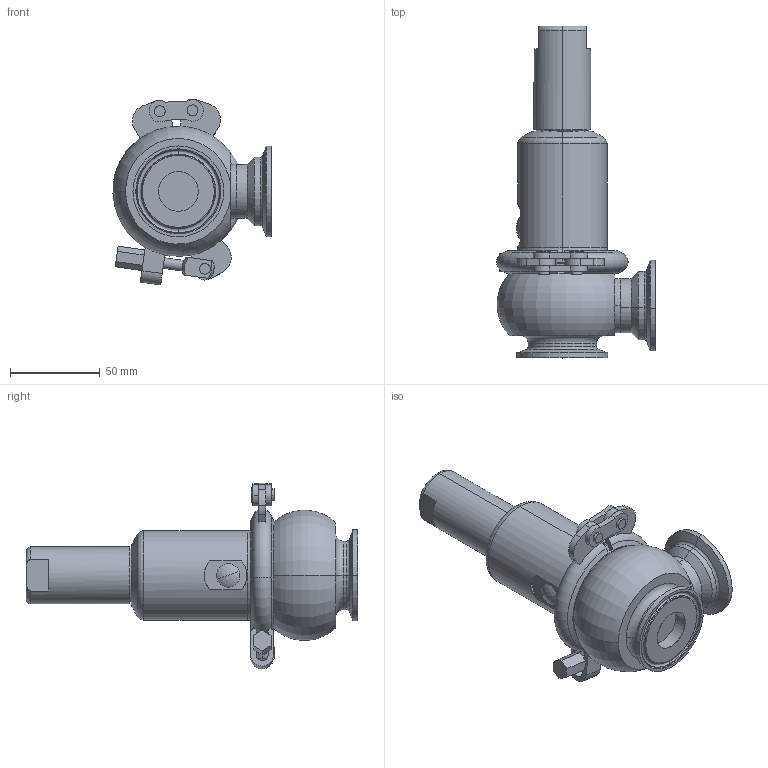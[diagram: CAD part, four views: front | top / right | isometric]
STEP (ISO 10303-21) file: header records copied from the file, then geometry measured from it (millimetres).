
FILE_DESCRIPTION (( 'STEP AP214' ), '1' );
FILE_NAME ('83X-6L.STEP', '2024-04-16T14:44:17', ( '' ), ( '' ), 'SwSTEP 2.0', 'SolidWorks 2022', '' );
FILE_SCHEMA (( 'AUTOMOTIVE_DESIGN' ));
Length unit declared in the file: inch
Products named in the file (1): 83X-6L
Bounding box: 88.18 x 184.43 x 103.22 mm (x, y, z)
Volume: 380985.9 mm3; surface area: 55260 mm2
Topology: 1 solids, 1 shells, 245 faces, 627 edges, 391 vertices
Faces by surface type: plane 74, cylinder 70, cone 54, torus 45, sphere 2
Entity records: 11128 total; most frequent: CARTESIAN_POINT 1748, DIRECTION 1399, ORIENTED_EDGE 1254, EDGE_CURVE 627, AXIS2_PLACEMENT_3D 568, VERTEX_POINT 391, CIRCLE 322, EDGE_LOOP 266
